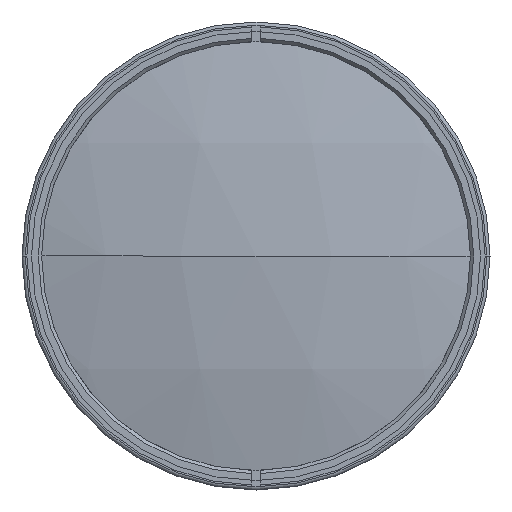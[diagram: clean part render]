
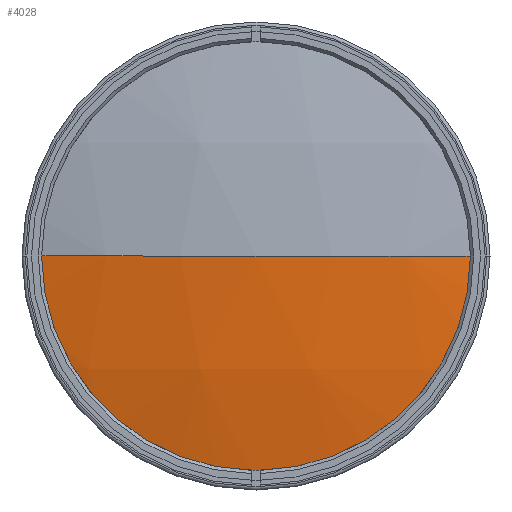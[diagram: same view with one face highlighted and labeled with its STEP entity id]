
A CAD part, left-side view. The second image highlights one B-rep face of the part: STEP entity #4028.
In plain terms, the highlighted spherical face has radius 300.64 mm.
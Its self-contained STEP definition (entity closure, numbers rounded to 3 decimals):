
#89 = VERTEX_POINT ( 'NONE', #1210 ) ;
#201 = CARTESIAN_POINT ( 'NONE',  ( 22.64, 0., 0. ) ) ;
#609 = CARTESIAN_POINT ( 'NONE',  ( -270.092, -68.5, 0. ) ) ;
#642 = DIRECTION ( 'NONE',  ( -1., 0., 0. ) ) ;
#668 = AXIS2_PLACEMENT_3D ( 'NONE', #201, #1811, #3108 ) ;
#828 = CIRCLE ( 'NONE', #1504, 68.5 ) ;
#853 = EDGE_CURVE ( 'NONE', #3217, #89, #3551, .T. ) ;
#1210 = CARTESIAN_POINT ( 'NONE',  ( -278., 0., 0. ) ) ;
#1434 = CARTESIAN_POINT ( 'NONE',  ( 22.64, 0., 0. ) ) ;
#1452 = ORIENTED_EDGE ( 'NONE', *, *, #2365, .T. ) ;
#1504 = AXIS2_PLACEMENT_3D ( 'NONE', #2620, #642, #2640 ) ;
#1689 = AXIS2_PLACEMENT_3D ( 'NONE', #1434, #3766, #2779 ) ;
#1811 = DIRECTION ( 'NONE',  ( 0., 0., -1. ) ) ;
#2068 = VERTEX_POINT ( 'NONE', #609 ) ;
#2365 = EDGE_CURVE ( 'NONE', #2068, #89, #3486, .T. ) ;
#2570 = CARTESIAN_POINT ( 'NONE',  ( 22.64, 0., 0. ) ) ;
#2620 = CARTESIAN_POINT ( 'NONE',  ( -270.092, 0., 0. ) ) ;
#2640 = DIRECTION ( 'NONE',  ( 0., 0., 1. ) ) ;
#2779 = DIRECTION ( 'NONE',  ( 0., -1., 0. ) ) ;
#2833 = CARTESIAN_POINT ( 'NONE',  ( -270.092, 68.5, 0. ) ) ;
#2881 = FACE_OUTER_BOUND ( 'NONE', #3371, .T. ) ;
#3108 = DIRECTION ( 'NONE',  ( 0., 1., 0. ) ) ;
#3217 = VERTEX_POINT ( 'NONE', #2833 ) ;
#3333 = EDGE_CURVE ( 'NONE', #3217, #2068, #828, .T. ) ;
#3371 = EDGE_LOOP ( 'NONE', ( #3801, #1452, #3651 ) ) ;
#3486 = CIRCLE ( 'NONE', #668, 300.64 ) ;
#3513 = DIRECTION ( 'NONE',  ( 0., 0., -1. ) ) ;
#3551 = CIRCLE ( 'NONE', #1689, 300.64 ) ;
#3651 = ORIENTED_EDGE ( 'NONE', *, *, #853, .F. ) ;
#3725 = AXIS2_PLACEMENT_3D ( 'NONE', #2570, #3513, #3882 ) ;
#3766 = DIRECTION ( 'NONE',  ( 0., 0., 1. ) ) ;
#3801 = ORIENTED_EDGE ( 'NONE', *, *, #3333, .T. ) ;
#3882 = DIRECTION ( 'NONE',  ( 0., 1., 0. ) ) ;
#4028 = ADVANCED_FACE ( 'NONE', ( #2881 ), #4198, .T. ) ;
#4198 = SPHERICAL_SURFACE ( 'NONE', #3725, 300.64 ) ;
